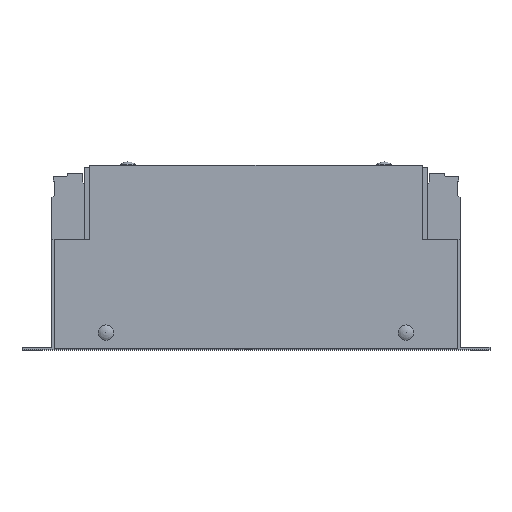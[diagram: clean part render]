
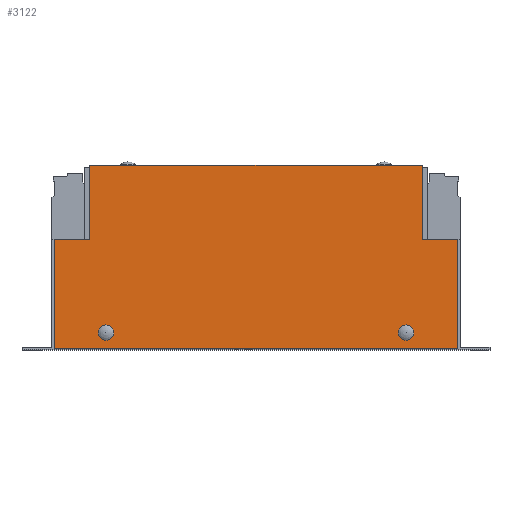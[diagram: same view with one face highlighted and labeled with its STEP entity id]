
A CAD part, top view. The second image highlights one B-rep face of the part: STEP entity #3122.
In plain terms, the highlighted planar face has unit normal (0, 0, 1).
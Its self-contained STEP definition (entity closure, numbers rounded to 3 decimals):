
#37 = CARTESIAN_POINT ( 'NONE',  ( -60.9, 6., 22. ) ) ;
#173 = CARTESIAN_POINT ( 'NONE',  ( -67.5, 44., 22. ) ) ;
#177 = EDGE_CURVE ( 'NONE', #5836, #6556, #8633, .T. ) ;
#219 = ORIENTED_EDGE ( 'NONE', *, *, #5316, .F. ) ;
#281 = DIRECTION ( 'NONE',  ( -1., 0., 0. ) ) ;
#437 = CARTESIAN_POINT ( 'NONE',  ( 67.5, 44., 22. ) ) ;
#488 = DIRECTION ( 'NONE',  ( 0., 0., 1. ) ) ;
#519 = CARTESIAN_POINT ( 'NONE',  ( 64.05, 6., 22. ) ) ;
#553 = VERTEX_POINT ( 'NONE', #999 ) ;
#631 = CARTESIAN_POINT ( 'NONE',  ( -82., 44., 22. ) ) ;
#666 = ORIENTED_EDGE ( 'NONE', *, *, #9045, .F. ) ;
#784 = CARTESIAN_POINT ( 'NONE',  ( -57.75, 6., 22. ) ) ;
#799 = CARTESIAN_POINT ( 'NONE',  ( 82., -0.5, 22. ) ) ;
#964 = DIRECTION ( 'NONE',  ( 1., 0., 0. ) ) ;
#977 = CARTESIAN_POINT ( 'NONE',  ( 0., -0.5, 22. ) ) ;
#999 = CARTESIAN_POINT ( 'NONE',  ( 57.75, 6., 22. ) ) ;
#1027 = VERTEX_POINT ( 'NONE', #799 ) ;
#1211 = ORIENTED_EDGE ( 'NONE', *, *, #5301, .F. ) ;
#1280 = DIRECTION ( 'NONE',  ( -1., 0., 0. ) ) ;
#1360 = DIRECTION ( 'NONE',  ( 0., 0., 1. ) ) ;
#1449 = DIRECTION ( 'NONE',  ( 0., -1., 0. ) ) ;
#1522 = LINE ( 'NONE', #2873, #2682 ) ;
#1576 = VECTOR ( 'NONE', #3387, 1000. ) ;
#1710 = DIRECTION ( 'NONE',  ( -1., 0., 0. ) ) ;
#2357 = LINE ( 'NONE', #3055, #6393 ) ;
#2569 = VERTEX_POINT ( 'NONE', #4318 ) ;
#2597 = CARTESIAN_POINT ( 'NONE',  ( 82., 44., 22. ) ) ;
#2611 = EDGE_CURVE ( 'NONE', #6556, #7175, #3026, .T. ) ;
#2635 = VERTEX_POINT ( 'NONE', #7085 ) ;
#2682 = VECTOR ( 'NONE', #8583, 1000. ) ;
#2699 = EDGE_LOOP ( 'NONE', ( #3131, #1211 ) ) ;
#2812 = VERTEX_POINT ( 'NONE', #437 ) ;
#2819 = DIRECTION ( 'NONE',  ( 0., 0., 1. ) ) ;
#2837 = ORIENTED_EDGE ( 'NONE', *, *, #6770, .F. ) ;
#2840 = EDGE_CURVE ( 'NONE', #6900, #553, #8034, .T. ) ;
#2873 = CARTESIAN_POINT ( 'NONE',  ( 67.5, 74., 22. ) ) ;
#2882 = CARTESIAN_POINT ( 'NONE',  ( -67.5, 74., 22. ) ) ;
#2920 = LINE ( 'NONE', #7771, #7106 ) ;
#3026 = LINE ( 'NONE', #4272, #3164 ) ;
#3055 = CARTESIAN_POINT ( 'NONE',  ( 82., -0.5, 22. ) ) ;
#3118 = CARTESIAN_POINT ( 'NONE',  ( 67.5, 74., 22. ) ) ;
#3122 = ADVANCED_FACE ( 'NONE', ( #6655, #5176, #8735 ), #7300, .F. ) ;
#3131 = ORIENTED_EDGE ( 'NONE', *, *, #4497, .F. ) ;
#3164 = VECTOR ( 'NONE', #5010, 1000. ) ;
#3210 = AXIS2_PLACEMENT_3D ( 'NONE', #977, #3798, #281 ) ;
#3294 = CARTESIAN_POINT ( 'NONE',  ( -60.9, 6., 22. ) ) ;
#3387 = DIRECTION ( 'NONE',  ( 1., 0., 0. ) ) ;
#3527 = ORIENTED_EDGE ( 'NONE', *, *, #4404, .F. ) ;
#3642 = DIRECTION ( 'NONE',  ( 0., 0., 1. ) ) ;
#3798 = DIRECTION ( 'NONE',  ( 0., 0., -1. ) ) ;
#4037 = DIRECTION ( 'NONE',  ( -1., 0., 0. ) ) ;
#4087 = CARTESIAN_POINT ( 'NONE',  ( -67.5, 44., 22. ) ) ;
#4129 = LINE ( 'NONE', #4087, #1576 ) ;
#4206 = DIRECTION ( 'NONE',  ( -1., 0., 0. ) ) ;
#4272 = CARTESIAN_POINT ( 'NONE',  ( -67.5, 72., 22. ) ) ;
#4318 = CARTESIAN_POINT ( 'NONE',  ( -64.05, 6., 22. ) ) ;
#4404 = EDGE_CURVE ( 'NONE', #2635, #7175, #4129, .T. ) ;
#4431 = VECTOR ( 'NONE', #964, 1000. ) ;
#4497 = EDGE_CURVE ( 'NONE', #8212, #2569, #7826, .T. ) ;
#4527 = DIRECTION ( 'NONE',  ( -1., 0., 0. ) ) ;
#4610 = CIRCLE ( 'NONE', #7262, 3.15 ) ;
#4800 = AXIS2_PLACEMENT_3D ( 'NONE', #7691, #488, #1280 ) ;
#4970 = EDGE_CURVE ( 'NONE', #6870, #1027, #2920, .T. ) ;
#4986 = CARTESIAN_POINT ( 'NONE',  ( 60.9, 6., 22. ) ) ;
#5010 = DIRECTION ( 'NONE',  ( 0., -1., 0. ) ) ;
#5172 = EDGE_LOOP ( 'NONE', ( #6335, #7016, #7281, #3527, #666, #2837, #8206, #7427 ) ) ;
#5176 = FACE_BOUND ( 'NONE', #2699, .T. ) ;
#5301 = EDGE_CURVE ( 'NONE', #2569, #8212, #4610, .T. ) ;
#5316 = EDGE_CURVE ( 'NONE', #553, #6900, #9052, .T. ) ;
#5836 = VERTEX_POINT ( 'NONE', #3118 ) ;
#6134 = VERTEX_POINT ( 'NONE', #7126 ) ;
#6335 = ORIENTED_EDGE ( 'NONE', *, *, #8192, .F. ) ;
#6393 = VECTOR ( 'NONE', #4527, 1000. ) ;
#6494 = DIRECTION ( 'NONE',  ( -1., 0., 0. ) ) ;
#6556 = VERTEX_POINT ( 'NONE', #2882 ) ;
#6655 = FACE_BOUND ( 'NONE', #8446, .T. ) ;
#6770 = EDGE_CURVE ( 'NONE', #1027, #6134, #2357, .T. ) ;
#6870 = VERTEX_POINT ( 'NONE', #2597 ) ;
#6900 = VERTEX_POINT ( 'NONE', #519 ) ;
#7016 = ORIENTED_EDGE ( 'NONE', *, *, #177, .T. ) ;
#7042 = DIRECTION ( 'NONE',  ( 0., 1., 0. ) ) ;
#7059 = VECTOR ( 'NONE', #1710, 1000. ) ;
#7085 = CARTESIAN_POINT ( 'NONE',  ( -82., 44., 22. ) ) ;
#7106 = VECTOR ( 'NONE', #1449, 1000. ) ;
#7126 = CARTESIAN_POINT ( 'NONE',  ( -82., -0.5, 22. ) ) ;
#7175 = VERTEX_POINT ( 'NONE', #173 ) ;
#7262 = AXIS2_PLACEMENT_3D ( 'NONE', #37, #3642, #6494 ) ;
#7281 = ORIENTED_EDGE ( 'NONE', *, *, #2611, .T. ) ;
#7300 = PLANE ( 'NONE',  #3210 ) ;
#7427 = ORIENTED_EDGE ( 'NONE', *, *, #8245, .F. ) ;
#7691 = CARTESIAN_POINT ( 'NONE',  ( 60.9, 6., 22. ) ) ;
#7771 = CARTESIAN_POINT ( 'NONE',  ( 82., 44., 22. ) ) ;
#7826 = CIRCLE ( 'NONE', #8126, 3.15 ) ;
#7984 = CARTESIAN_POINT ( 'NONE',  ( 67.5, 74., 22. ) ) ;
#8030 = LINE ( 'NONE', #8077, #4431 ) ;
#8034 = CIRCLE ( 'NONE', #4800, 3.15 ) ;
#8077 = CARTESIAN_POINT ( 'NONE',  ( 82., 44., 22. ) ) ;
#8126 = AXIS2_PLACEMENT_3D ( 'NONE', #3294, #1360, #4037 ) ;
#8192 = EDGE_CURVE ( 'NONE', #5836, #2812, #1522, .T. ) ;
#8206 = ORIENTED_EDGE ( 'NONE', *, *, #4970, .F. ) ;
#8212 = VERTEX_POINT ( 'NONE', #784 ) ;
#8245 = EDGE_CURVE ( 'NONE', #2812, #6870, #8030, .T. ) ;
#8423 = ORIENTED_EDGE ( 'NONE', *, *, #2840, .F. ) ;
#8446 = EDGE_LOOP ( 'NONE', ( #219, #8423 ) ) ;
#8556 = LINE ( 'NONE', #631, #8703 ) ;
#8583 = DIRECTION ( 'NONE',  ( 0., -1., 0. ) ) ;
#8633 = LINE ( 'NONE', #7984, #7059 ) ;
#8703 = VECTOR ( 'NONE', #7042, 1000. ) ;
#8735 = FACE_OUTER_BOUND ( 'NONE', #5172, .T. ) ;
#8742 = AXIS2_PLACEMENT_3D ( 'NONE', #4986, #2819, #4206 ) ;
#9045 = EDGE_CURVE ( 'NONE', #6134, #2635, #8556, .T. ) ;
#9052 = CIRCLE ( 'NONE', #8742, 3.15 ) ;
